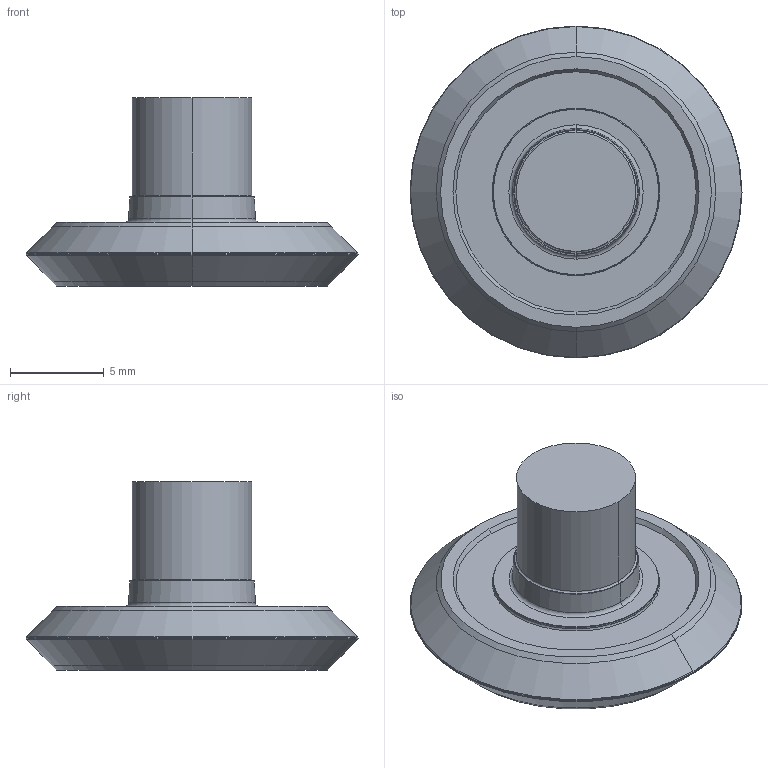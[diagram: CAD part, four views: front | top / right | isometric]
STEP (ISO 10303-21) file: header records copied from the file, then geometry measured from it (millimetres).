
FILE_DESCRIPTION((''),'2;1');
FILE_NAME('16N17734T6RP14','2015-11-20T',('goebels'),(''),'PRO/ENGINEER BY PARAMETRIC TECHNOLOGY CORPORATION, 2011490','PRO/ENGINEER BY PARAMETRIC TECHNOLOGY CORPORATION, 2011490','');
FILE_SCHEMA(('AUTOMOTIVE_DESIGN { 1 2 10303 214 0 1 1 1 }'));
Length unit declared in the file: millimetre
Products named in the file (3): CUT; NOCUT; 16N17734T6RP14
Assembly tree (2 placements, depth 2):
  16N17734T6RP14
    CUT
    NOCUT
Bounding box: 17.7 x 17.7 x 10.03 mm (x, y, z)
Volume: 862.1 mm3; surface area: 979.7 mm2
Topology: 2 solids, 2 shells, 45 faces, 90 edges, 54 vertices
Faces by surface type: cone 22, torus 10, plane 7, cylinder 6
Entity records: 1694 total; most frequent: DIRECTION 268, CARTESIAN_POINT 206, ORIENTED_EDGE 176, AXIS2_PLACEMENT_3D 119, PRESENTATION_STYLE_ASSIGNMENT 97, STYLED_ITEM 97, CURVE_STYLE 95, EDGE_CURVE 88
